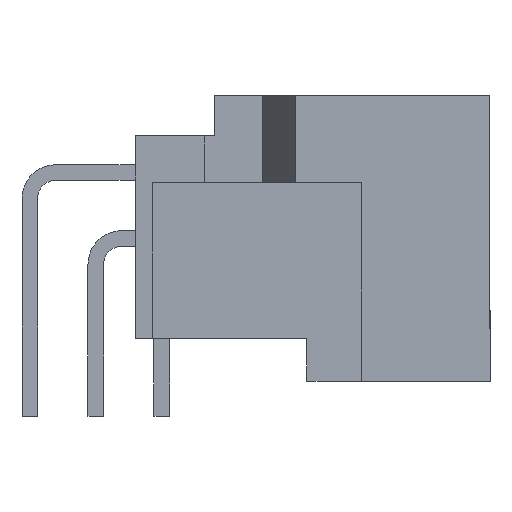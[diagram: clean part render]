
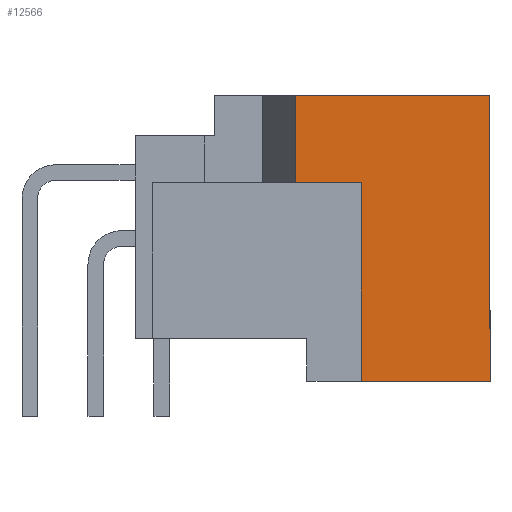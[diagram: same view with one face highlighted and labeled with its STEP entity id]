
A CAD part, front view. The second image highlights one B-rep face of the part: STEP entity #12566.
In plain terms, the highlighted planar face has unit normal (0, -1, 0).
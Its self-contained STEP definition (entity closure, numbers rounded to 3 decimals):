
#11746=CARTESIAN_POINT('',(12.64,-83.12,9.35));
#11747=VERTEX_POINT('',#11746);
#11754=CARTESIAN_POINT('',(12.64,-83.12,-1.65));
#11755=VERTEX_POINT('',#11754);
#11756=CARTESIAN_POINT('',(12.64,-83.12,9.35));
#11757=DIRECTION('',(0.0,0.0,-1.0));
#11758=VECTOR('',#11757,11.0);
#11759=LINE('',#11756,#11758);
#11760=EDGE_CURVE('',#11747,#11755,#11759,.T.);
#11844=CARTESIAN_POINT('',(5.138,-83.12,9.35));
#11845=VERTEX_POINT('',#11844);
#11852=CARTESIAN_POINT('',(5.138,-83.12,9.35));
#11853=DIRECTION('',(1.0,0.0,0.0));
#11854=VECTOR('',#11853,7.502);
#11855=LINE('',#11852,#11854);
#11856=EDGE_CURVE('',#11845,#11747,#11855,.T.);
#12497=CARTESIAN_POINT('',(7.69,-83.12,-1.65));
#12498=VERTEX_POINT('',#12497);
#12499=CARTESIAN_POINT('',(12.64,-83.12,-1.65));
#12500=DIRECTION('',(-1.0,0.0,0.0));
#12501=VECTOR('',#12500,4.95);
#12502=LINE('',#12499,#12501);
#12503=EDGE_CURVE('',#11755,#12498,#12502,.T.);
#12523=CARTESIAN_POINT('',(7.69,-83.12,6.));
#12524=VERTEX_POINT('',#12523);
#12525=CARTESIAN_POINT('',(7.69,-83.12,6.));
#12526=DIRECTION('',(0.,0.,-1.0));
#12527=VECTOR('',#12526,7.65);
#12528=LINE('',#12525,#12527);
#12529=EDGE_CURVE('',#12524,#12498,#12528,.T.);
#12541=CARTESIAN_POINT('',(13.19,-83.12,3.85));
#12542=DIRECTION('',(0.0,-1.0,0.0));
#12543=DIRECTION('',(0.0,0.0,1.0));
#12544=AXIS2_PLACEMENT_3D('',#12541,#12542,#12543);
#12545=PLANE('',#12544);
#12546=ORIENTED_EDGE('',*,*,#12529,.T.);
#12547=ORIENTED_EDGE('',*,*,#12503,.F.);
#12548=ORIENTED_EDGE('',*,*,#11760,.F.);
#12549=ORIENTED_EDGE('',*,*,#11856,.F.);
#12550=CARTESIAN_POINT('',(5.138,-83.12,6.));
#12551=VERTEX_POINT('',#12550);
#12552=CARTESIAN_POINT('',(5.138,-83.12,9.35));
#12553=DIRECTION('',(0.0,0.0,-1.0));
#12554=VECTOR('',#12553,3.35);
#12555=LINE('',#12552,#12554);
#12556=EDGE_CURVE('',#11845,#12551,#12555,.T.);
#12557=ORIENTED_EDGE('',*,*,#12556,.T.);
#12558=CARTESIAN_POINT('',(5.138,-83.12,6.));
#12559=DIRECTION('',(1.0,0.0,0.0));
#12560=VECTOR('',#12559,2.552);
#12561=LINE('',#12558,#12560);
#12562=EDGE_CURVE('',#12551,#12524,#12561,.T.);
#12563=ORIENTED_EDGE('',*,*,#12562,.T.);
#12564=EDGE_LOOP('',(#12546,#12547,#12548,#12549,#12557,#12563));
#12565=FACE_OUTER_BOUND('',#12564,.T.);
#12566=ADVANCED_FACE('',(#12565),#12545,.T.);
